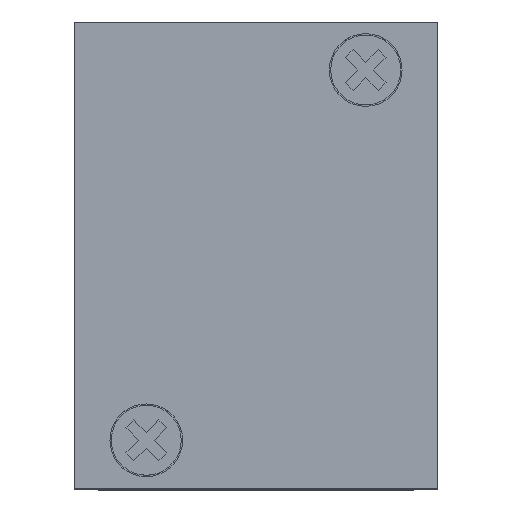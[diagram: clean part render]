
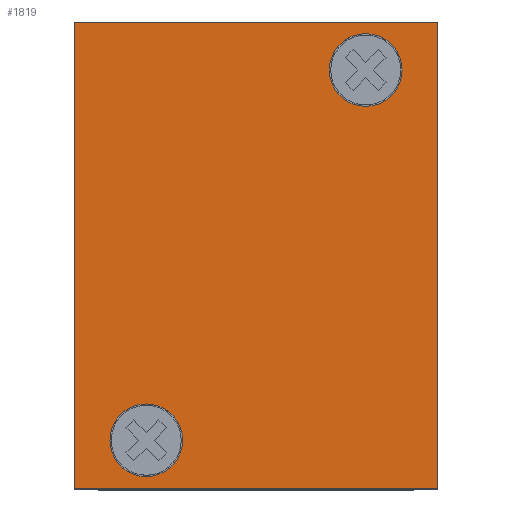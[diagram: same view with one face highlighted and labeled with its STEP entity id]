
A CAD part, top view. The second image highlights one B-rep face of the part: STEP entity #1819.
In plain terms, the highlighted planar face has unit normal (0, 0, 1).
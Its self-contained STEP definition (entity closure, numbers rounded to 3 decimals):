
#882 = CIRCLE ( 'NONE', #1183, 2.65 ) ;
#885 = LINE ( 'NONE', #4205, #887 ) ;
#887 = VECTOR ( 'NONE', #4206, 1000. ) ;
#890 = LINE ( 'NONE', #4209, #891 ) ;
#891 = VECTOR ( 'NONE', #4210, 1000. ) ;
#896 = LINE ( 'NONE', #4215, #897 ) ;
#897 = VECTOR ( 'NONE', #4216, 1000. ) ;
#1045 = EDGE_CURVE ( 'NONE', #3482, #3481, #882, .T. ) ;
#1049 = EDGE_CURVE ( 'NONE', #4764, #4765, #885, .T. ) ;
#1051 = EDGE_CURVE ( 'NONE', #4764, #4762, #890, .T. ) ;
#1054 = EDGE_CURVE ( 'NONE', #4762, #4763, #896, .T. ) ;
#1059 = EDGE_CURVE ( 'NONE', #3565, #3566, #3785, .T. ) ;
#1104 = EDGE_CURVE ( 'NONE', #3566, #3565, #3870, .T. ) ;
#1183 = AXIS2_PLACEMENT_3D ( 'NONE', #4194, #4195, #4196 ) ;
#1186 = AXIS2_PLACEMENT_3D ( 'NONE', #4225, #4226, #4227 ) ;
#1192 = AXIS2_PLACEMENT_3D ( 'NONE', #4321, #4322, #4323 ) ;
#1227 = AXIS2_PLACEMENT_3D ( 'NONE', #3128, #3129, #3130 ) ;
#1260 = AXIS2_PLACEMENT_3D ( 'NONE', #3261, #3262, #3263 ) ;
#1465 = CARTESIAN_POINT ( 'NONE',  ( 10.65, 30.5, 0. ) ) ;
#1466 = CARTESIAN_POINT ( 'NONE',  ( 5.35, 30.5, 0. ) ) ;
#1499 = CARTESIAN_POINT ( 'NONE',  ( -5.35, 3.5, 0. ) ) ;
#1500 = CARTESIAN_POINT ( 'NONE',  ( -10.65, 3.5, 0. ) ) ;
#1600 = CARTESIAN_POINT ( 'NONE',  ( -13.25, 0., 0. ) ) ;
#1601 = CARTESIAN_POINT ( 'NONE',  ( 13.25, 0., 0. ) ) ;
#1602 = CARTESIAN_POINT ( 'NONE',  ( -13.25, 34., 0. ) ) ;
#1603 = CARTESIAN_POINT ( 'NONE',  ( 13.25, 34., 0. ) ) ;
#1819 = ADVANCED_FACE ( 'NONE', ( #3913, #3914, #3915 ), #3127, .T. ) ;
#2645 = EDGE_CURVE ( 'NONE', #3481, #3482, #3988, .T. ) ;
#2653 = EDGE_CURVE ( 'NONE', #4765, #4763, #4002, .T. ) ;
#3127 = PLANE ( 'NONE',  #1227 ) ;
#3128 = CARTESIAN_POINT ( 'NONE',  ( 0., -16.671, 0. ) ) ;
#3129 = DIRECTION ( 'NONE',  ( 0., 0., 1. ) ) ;
#3130 = DIRECTION ( 'NONE',  ( 1., 0., 0. ) ) ;
#3261 = CARTESIAN_POINT ( 'NONE',  ( 8., 30.5, 0. ) ) ;
#3262 = DIRECTION ( 'NONE',  ( 0., 0., 1. ) ) ;
#3263 = DIRECTION ( 'NONE',  ( 1., 0., 0. ) ) ;
#3278 = CARTESIAN_POINT ( 'NONE',  ( 13.25, -16.671, 0. ) ) ;
#3279 = DIRECTION ( 'NONE',  ( 0., -1., 0. ) ) ;
#3481 = VERTEX_POINT ( 'NONE', #1465 ) ;
#3482 = VERTEX_POINT ( 'NONE', #1466 ) ;
#3514 = ORIENTED_EDGE ( 'NONE', *, *, #1054, .T. ) ;
#3515 = ORIENTED_EDGE ( 'NONE', *, *, #1051, .T. ) ;
#3516 = ORIENTED_EDGE ( 'NONE', *, *, #1049, .F. ) ;
#3517 = ORIENTED_EDGE ( 'NONE', *, *, #2653, .F. ) ;
#3518 = ORIENTED_EDGE ( 'NONE', *, *, #1104, .F. ) ;
#3519 = ORIENTED_EDGE ( 'NONE', *, *, #1059, .F. ) ;
#3520 = ORIENTED_EDGE ( 'NONE', *, *, #1045, .F. ) ;
#3521 = ORIENTED_EDGE ( 'NONE', *, *, #2645, .F. ) ;
#3565 = VERTEX_POINT ( 'NONE', #1499 ) ;
#3566 = VERTEX_POINT ( 'NONE', #1500 ) ;
#3785 = CIRCLE ( 'NONE', #1186, 2.65 ) ;
#3870 = CIRCLE ( 'NONE', #1192, 2.65 ) ;
#3913 = FACE_BOUND ( 'NONE', #4661, .T. ) ;
#3914 = FACE_BOUND ( 'NONE', #4681, .T. ) ;
#3915 = FACE_OUTER_BOUND ( 'NONE', #4651, .T. ) ;
#3988 = CIRCLE ( 'NONE', #1260, 2.65 ) ;
#4002 = LINE ( 'NONE', #3278, #4003 ) ;
#4003 = VECTOR ( 'NONE', #3279, 1000. ) ;
#4194 = CARTESIAN_POINT ( 'NONE',  ( 8., 30.5, 0. ) ) ;
#4195 = DIRECTION ( 'NONE',  ( 0., 0., 1. ) ) ;
#4196 = DIRECTION ( 'NONE',  ( 1., 0., 0. ) ) ;
#4205 = CARTESIAN_POINT ( 'NONE',  ( 0., 34., 0. ) ) ;
#4206 = DIRECTION ( 'NONE',  ( 1., 0., 0. ) ) ;
#4209 = CARTESIAN_POINT ( 'NONE',  ( -13.25, -16.671, 0. ) ) ;
#4210 = DIRECTION ( 'NONE',  ( 0., -1., 0. ) ) ;
#4215 = CARTESIAN_POINT ( 'NONE',  ( 0., 0., 0. ) ) ;
#4216 = DIRECTION ( 'NONE',  ( 1., 0., 0. ) ) ;
#4225 = CARTESIAN_POINT ( 'NONE',  ( -8., 3.5, 0. ) ) ;
#4226 = DIRECTION ( 'NONE',  ( 0., 0., 1. ) ) ;
#4227 = DIRECTION ( 'NONE',  ( 1., 0., 0. ) ) ;
#4321 = CARTESIAN_POINT ( 'NONE',  ( -8., 3.5, 0. ) ) ;
#4322 = DIRECTION ( 'NONE',  ( 0., 0., 1. ) ) ;
#4323 = DIRECTION ( 'NONE',  ( 1., 0., 0. ) ) ;
#4651 = EDGE_LOOP ( 'NONE', ( #3517, #3516, #3515, #3514 ) ) ;
#4661 = EDGE_LOOP ( 'NONE', ( #3521, #3520 ) ) ;
#4681 = EDGE_LOOP ( 'NONE', ( #3519, #3518 ) ) ;
#4762 = VERTEX_POINT ( 'NONE', #1600 ) ;
#4763 = VERTEX_POINT ( 'NONE', #1601 ) ;
#4764 = VERTEX_POINT ( 'NONE', #1602 ) ;
#4765 = VERTEX_POINT ( 'NONE', #1603 ) ;
